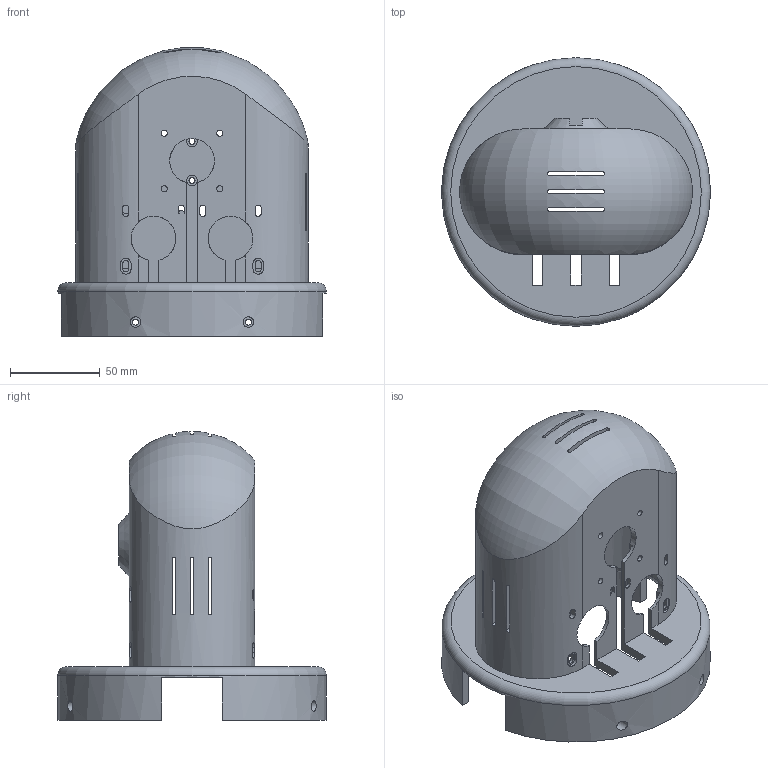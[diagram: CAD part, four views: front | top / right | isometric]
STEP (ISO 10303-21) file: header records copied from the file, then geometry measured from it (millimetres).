
FILE_DESCRIPTION(('FreeCAD Model'),'2;1');
FILE_NAME('Open CASCADE Shape Model','2021-09-23T21:59:28',('Author'),( ''),'Open CASCADE STEP processor 7.5','FreeCAD','Unknown');
FILE_SCHEMA(('AUTOMOTIVE_DESIGN { 1 0 10303 214 1 1 1 1 }'));
Length unit declared in the file: millimetre
Products named in the file (1): Art1Body
Bounding box: 150 x 150 x 161.33 mm (x, y, z)
Volume: 298114.8 mm3; surface area: 129479.7 mm2
Topology: 1 solids, 1 shells, 284 faces, 840 edges, 565 vertices
Faces by surface type: plane 174, cylinder 104, torus 3, cone 1, offset 1, revolution 1
Full cylindrical faces by diameter (mm): 3.4 x13, 5.9 x7, 16.4 x1, 150 x1
Entity records: 26344 total; most frequent: CARTESIAN_POINT 10305, DIRECTION 2821, LINE 1759, VECTOR 1759, ORIENTED_EDGE 1648, PCURVE 1648, DEFINITIONAL_REPRESENTATION 1648, EDGE_CURVE 824
